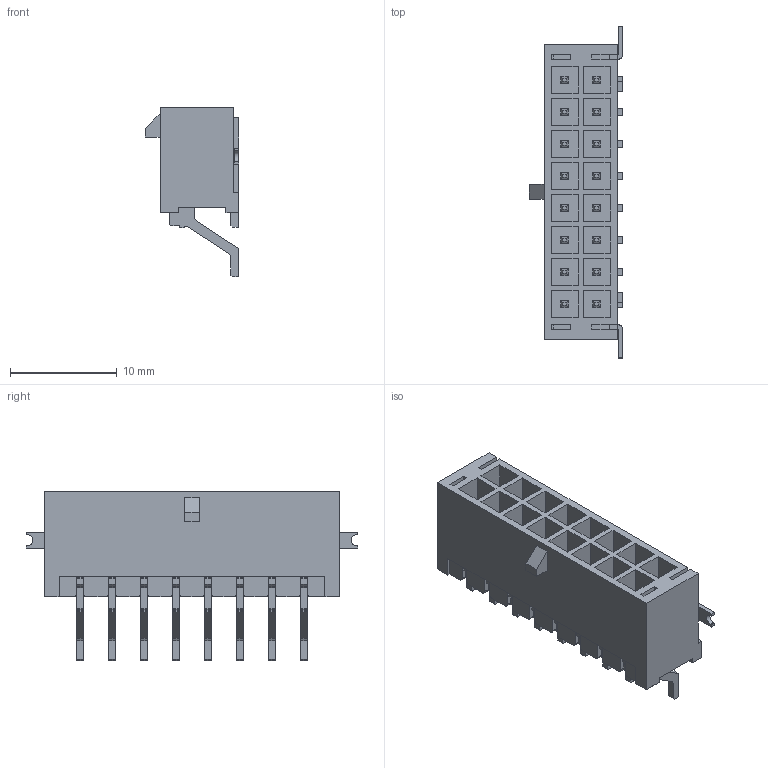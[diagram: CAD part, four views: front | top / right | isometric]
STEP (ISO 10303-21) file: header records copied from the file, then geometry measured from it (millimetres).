
FILE_DESCRIPTION(/* description */ ('Unknown'),/* implementation_level */ '2;1');
FILE_NAME(/* name */ '662016231722',/* time_stamp */ '2017-07-20T09:12:49+02:00',/* author */ ('Unknown'),/* organization */ ('Unknown'),/* preprocessor_version */ 'ST-DEVELOPER v16.7',/* originating_system */ 'DEX',/* authorisation */ $);
FILE_SCHEMA (('AUTOMOTIVE_DESIGN {1 0 10303 214 3 1 1}'));
Length unit declared in the file: millimetre
Products named in the file (5): 6620xx231722; 662016231722; 6620xx231722_PATTE; 6620xx231722_PIN_COURTE; 6620xx231722_PIN_LONGUE
Assembly tree (19 placements, depth 2):
  6620xx231722
    662016231722
    6620xx231722_PATTE  x2
    6620xx231722_PIN_COURTE  x8
    6620xx231722_PIN_LONGUE  x8
Bounding box: 8.76 x 31.1 x 15.9 mm (x, y, z)
Volume: 1200.7 mm3; surface area: 3312.5 mm2
Topology: 19 solids, 19 shells, 813 faces, 2270 edges, 1492 vertices
Faces by surface type: plane 719, cylinder 94
Entity records: 13627 total; most frequent: CARTESIAN_POINT 2415, ORIENTED_EDGE 2390, DIRECTION 2131, EDGE_CURVE 1195, LINE 1111, VECTOR 1111, VERTEX_POINT 794, AXIS2_PLACEMENT_3D 510
